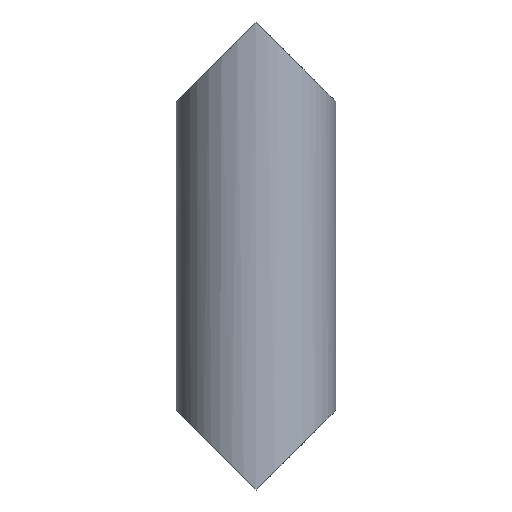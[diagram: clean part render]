
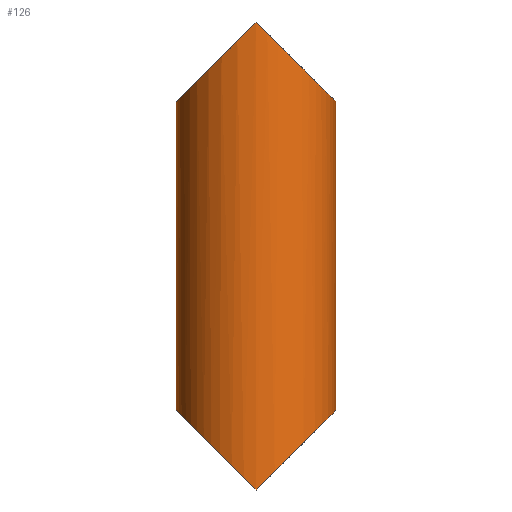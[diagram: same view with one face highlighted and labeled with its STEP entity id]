
A CAD part, front view. The second image highlights one B-rep face of the part: STEP entity #126.
In plain terms, the highlighted cylindrical face has radius 15 mm (diameter 30 mm), a full revolution.
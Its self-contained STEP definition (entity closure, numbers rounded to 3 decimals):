
#16=CYLINDRICAL_SURFACE('',#163,15.);
#20=FACE_OUTER_BOUND('',#26,.T.);
#26=EDGE_LOOP('',(#101,#102,#103,#104,#105,#106,#107,#108));
#34=LINE('',#245,#40);
#40=VECTOR('',#203,15.);
#42=ELLIPSE('',#154,21.213,15.);
#48=ELLIPSE('',#162,21.213,15.);
#49=ELLIPSE('',#164,21.213,15.);
#50=ELLIPSE('',#165,21.213,15.);
#51=ELLIPSE('',#166,21.213,15.);
#52=ELLIPSE('',#167,21.213,15.);
#55=VERTEX_POINT('',#219);
#56=VERTEX_POINT('',#221);
#61=VERTEX_POINT('',#236);
#62=VERTEX_POINT('',#237);
#63=VERTEX_POINT('',#242);
#64=VERTEX_POINT('',#244);
#67=EDGE_CURVE('',#56,#55,#42,.T.);
#75=EDGE_CURVE('',#61,#62,#48,.T.);
#78=EDGE_CURVE('',#55,#63,#49,.T.);
#79=EDGE_CURVE('',#63,#64,#34,.T.);
#80=EDGE_CURVE('',#64,#61,#50,.T.);
#81=EDGE_CURVE('',#62,#64,#51,.T.);
#82=EDGE_CURVE('',#63,#56,#52,.T.);
#101=ORIENTED_EDGE('',*,*,#67,.T.);
#102=ORIENTED_EDGE('',*,*,#78,.T.);
#103=ORIENTED_EDGE('',*,*,#79,.T.);
#104=ORIENTED_EDGE('',*,*,#80,.T.);
#105=ORIENTED_EDGE('',*,*,#75,.T.);
#106=ORIENTED_EDGE('',*,*,#81,.T.);
#107=ORIENTED_EDGE('',*,*,#79,.F.);
#108=ORIENTED_EDGE('',*,*,#82,.T.);
#126=ADVANCED_FACE('',(#20),#16,.T.);
#154=AXIS2_PLACEMENT_3D('',#222,#177,#178);
#162=AXIS2_PLACEMENT_3D('',#238,#195,#196);
#163=AXIS2_PLACEMENT_3D('',#241,#199,#200);
#164=AXIS2_PLACEMENT_3D('',#243,#201,#202);
#165=AXIS2_PLACEMENT_3D('',#246,#204,#205);
#166=AXIS2_PLACEMENT_3D('',#247,#206,#207);
#167=AXIS2_PLACEMENT_3D('',#248,#208,#209);
#177=DIRECTION('center_axis',(-0.707,0.,-0.707));
#178=DIRECTION('ref_axis',(0.707,0.,-0.707));
#195=DIRECTION('center_axis',(-0.707,0.,0.707));
#196=DIRECTION('ref_axis',(0.707,0.,0.707));
#199=DIRECTION('center_axis',(0.,0.,1.));
#200=DIRECTION('ref_axis',(1.,0.,0.));
#201=DIRECTION('center_axis',(0.707,0.,-0.707));
#202=DIRECTION('ref_axis',(0.707,0.,0.707));
#203=DIRECTION('',(0.,0.,-1.));
#204=DIRECTION('center_axis',(0.707,0.,0.707));
#205=DIRECTION('ref_axis',(0.707,0.,-0.707));
#206=DIRECTION('center_axis',(0.707,0.,0.707));
#207=DIRECTION('ref_axis',(0.707,0.,-0.707));
#208=DIRECTION('center_axis',(0.707,0.,-0.707));
#209=DIRECTION('ref_axis',(0.707,0.,0.707));
#219=CARTESIAN_POINT('',(0.,-15.,44.));
#221=CARTESIAN_POINT('',(0.,15.,44.));
#222=CARTESIAN_POINT('Origin',(0.,0.,44.));
#236=CARTESIAN_POINT('',(0.,-15.,-44.));
#237=CARTESIAN_POINT('',(0.,15.,-44.));
#238=CARTESIAN_POINT('Origin',(0.,0.,-44.));
#241=CARTESIAN_POINT('Origin',(0.,0.,0.));
#242=CARTESIAN_POINT('',(-15.,0.,29.));
#243=CARTESIAN_POINT('Origin',(0.,0.,44.));
#244=CARTESIAN_POINT('',(-15.,0.,-29.));
#245=CARTESIAN_POINT('',(-15.,0.,0.));
#246=CARTESIAN_POINT('Origin',(0.,0.,-44.));
#247=CARTESIAN_POINT('Origin',(0.,0.,-44.));
#248=CARTESIAN_POINT('Origin',(0.,0.,44.));
